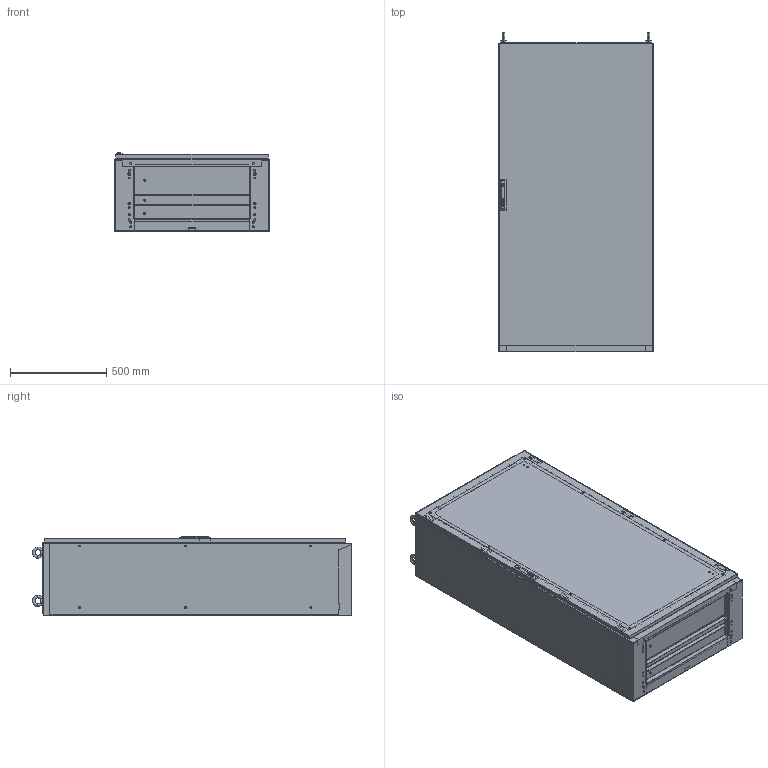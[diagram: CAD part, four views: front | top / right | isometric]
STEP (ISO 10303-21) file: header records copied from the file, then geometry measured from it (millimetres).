
FILE_DESCRIPTION (( 'STEP AP214' ), '1' );
FILE_NAME ('0390-8016-40-07.step', '2022-07-28T11:19:58', ( '' ), ( '' ), 'SwSTEP 2.0', 'SolidWorks 2019', '' );
FILE_SCHEMA (( 'AUTOMOTIVE_DESIGN' ));
Length unit declared in the file: millimetre
Products named in the file (5): 0390-8016-40-07; Bodenplattensatz_s_0396-8000-40-03; Dachplatte_ss_0390-8000-40-07; TuerR_s_0395-8016-00-97; Korpus_ss_8016-40
Assembly tree (4 placements, depth 2):
  0390-8016-40-07
    Korpus_ss_8016-40
    TuerR_s_0395-8016-00-97
    Dachplatte_ss_0390-8000-40-07
    Bodenplattensatz_s_0396-8000-40-03
Bounding box: 800 x 1657.99 x 407.5 mm (x, y, z)
Volume: 10249088.1 mm3; surface area: 11235920.2 mm2
Topology: 38 solids, 38 shells, 3982 faces, 10449 edges, 6902 vertices
Faces by surface type: plane 2168, cylinder 1612, cone 166, torus 24, bspline 12
Entity records: 152178 total; most frequent: CARTESIAN_POINT 23275, DIRECTION 21603, ORIENTED_EDGE 20898, EDGE_CURVE 10449, AXIS2_PLACEMENT_3D 7450, VERTEX_POINT 6902, LINE 6703, VECTOR 6703
